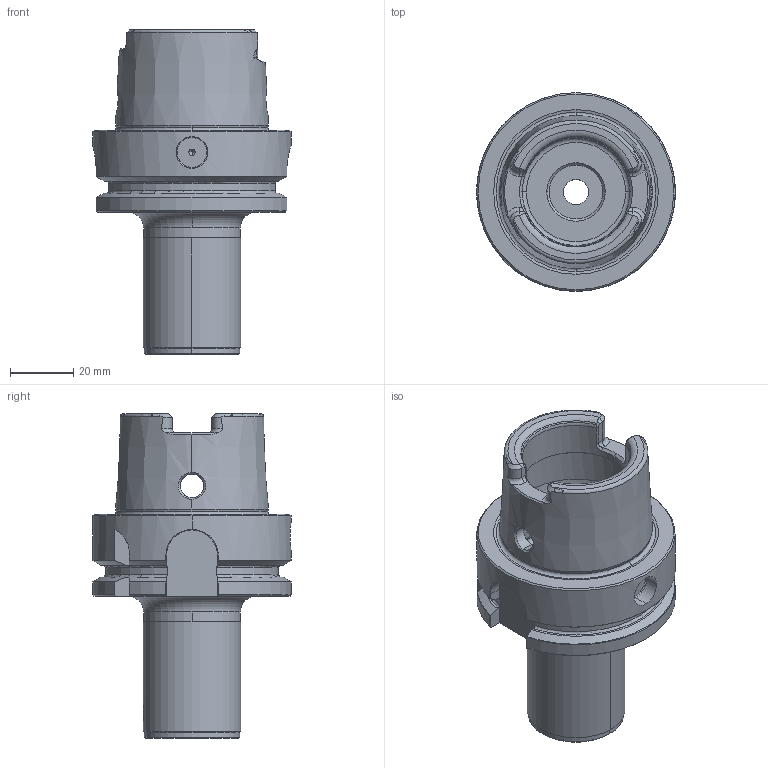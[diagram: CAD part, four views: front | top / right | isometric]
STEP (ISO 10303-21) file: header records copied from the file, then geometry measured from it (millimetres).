
FILE_DESCRIPTION(('no description'),'unknown implementation level');
FILE_NAME('3E07A2E4-9CB2-4DF8-8F3D-2EC28BFD6486_export.stp',' ',('CIMSOURCE GmbH'),('CADClick - KiM GmbH - www.kimweb.de'),'unknown preprocess','ACIS','unknown authorization');
FILE_SCHEMA(('automotive_design'));
Length unit declared in the file: millimetre
Products named in the file (2): 324.331F Kaiser HSK-A63xCK3x80|690.433 Kaiser ETL M6 X 8,5 CK3;Schnitt-Linear austragen2; 324.331F Kaiser HSK-A63xCK3x80|324.331F Kaiser HSK-A63xCK3x80;Rotation1
Bounding box: 62.94 x 62.94 x 102.9 mm (x, y, z)
Volume: 107937.7 mm3; surface area: 28318.5 mm2
Topology: 2 solids, 2 shells, 277 faces, 718 edges, 442 vertices
Faces by surface type: cone 86, plane 82, cylinder 59, torus 32, bspline 18
Entity records: 19941 total; most frequent: CARTESIAN_POINT 5471, STYLED_ITEM 1435, PRESENTATION_STYLE_ASSIGNMENT 1435, COLOUR_RGB 1435, ORIENTED_EDGE 1428, DIRECTION 1280, EDGE_CURVE 714, CURVE_STYLE 714
